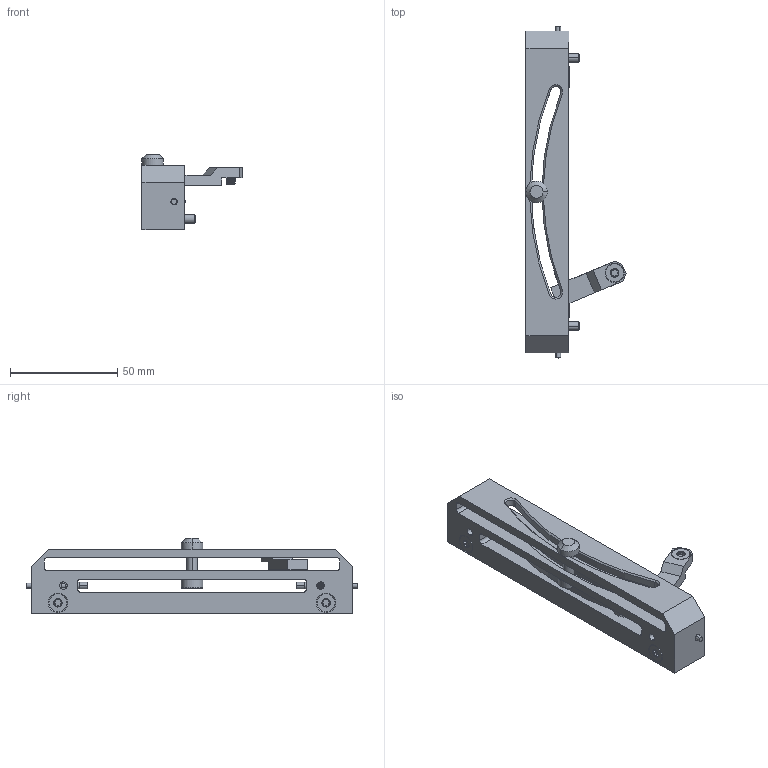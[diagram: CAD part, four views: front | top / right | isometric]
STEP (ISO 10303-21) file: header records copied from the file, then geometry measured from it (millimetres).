
FILE_DESCRIPTION((''),'2;1');
FILE_NAME('659475-01-D01','2012-06-20T',('ch5375'),(''),'PRO/ENGINEER BY PARAMETRIC TECHNOLOGY CORPORATION, 2010370','PRO/ENGINEER BY PARAMETRIC TECHNOLOGY CORPORATION, 2010370','');
FILE_SCHEMA(('CONFIG_CONTROL_DESIGN','SHAPE_APPEARANCE_LAYERS_GROUPS'));
Length unit declared in the file: millimetre
Products named in the file (1): 659475-01-D01
Bounding box: 46.7 x 154.8 x 35 mm (x, y, z)
Volume: 52684.6 mm3; surface area: 27486.7 mm2
Topology: 2 solids, 5 shells, 279 faces, 683 edges, 426 vertices
Faces by surface type: cylinder 134, plane 77, cone 58, bspline 10
Entity records: 9959 total; most frequent: CARTESIAN_POINT 3345, DIRECTION 1368, ORIENTED_EDGE 1362, EDGE_CURVE 681, AXIS2_PLACEMENT_3D 534, VERTEX_POINT 426, EDGE_LOOP 309, VECTOR 300
